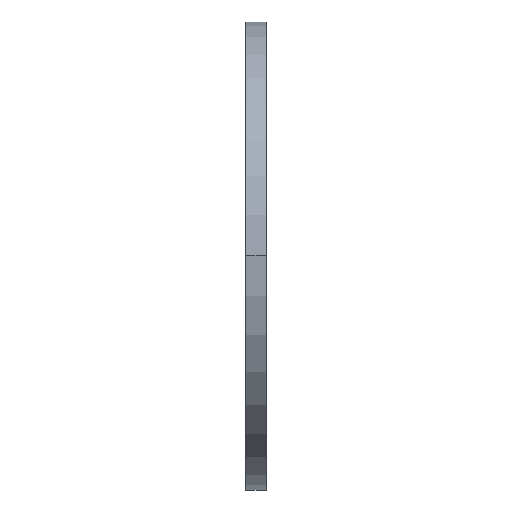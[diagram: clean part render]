
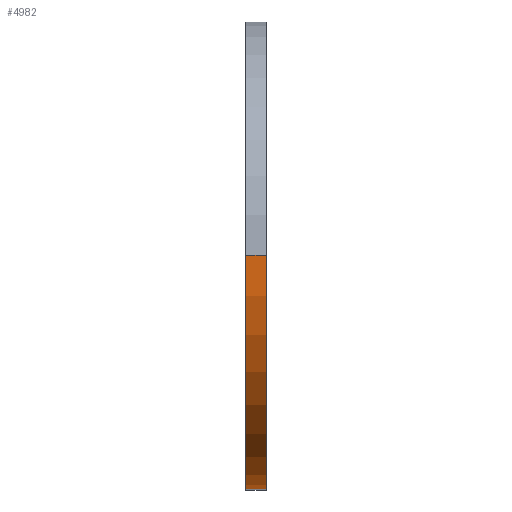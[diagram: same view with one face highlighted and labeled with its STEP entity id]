
A CAD part, top view. The second image highlights one B-rep face of the part: STEP entity #4982.
In plain terms, the highlighted cylindrical face has radius 57.5 mm (diameter 115 mm), a partial arc.
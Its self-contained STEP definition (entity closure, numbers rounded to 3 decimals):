
#36 = DIRECTION ( 'NONE',  ( -1., 0., 0. ) ) ;
#139 = EDGE_CURVE ( 'NONE', #4759, #3703, #1630, .T. ) ;
#267 = DIRECTION ( 'NONE',  ( 1., 0., 0. ) ) ;
#298 = VERTEX_POINT ( 'NONE', #2350 ) ;
#616 = VERTEX_POINT ( 'NONE', #5217 ) ;
#636 = CARTESIAN_POINT ( 'NONE',  ( 5., 0., 0. ) ) ;
#660 = VECTOR ( 'NONE', #4949, 1000. ) ;
#743 = DIRECTION ( 'NONE',  ( 0., 0., 1. ) ) ;
#787 = CARTESIAN_POINT ( 'NONE',  ( 0., 0., 0. ) ) ;
#808 = CARTESIAN_POINT ( 'NONE',  ( 5., 0., 57.5 ) ) ;
#876 = CARTESIAN_POINT ( 'NONE',  ( 5., 0., 57.5 ) ) ;
#1012 = ORIENTED_EDGE ( 'NONE', *, *, #139, .T. ) ;
#1144 = DIRECTION ( 'NONE',  ( 0., 0., 1. ) ) ;
#1214 = CYLINDRICAL_SURFACE ( 'NONE', #3430, 57.5 ) ;
#1485 = AXIS2_PLACEMENT_3D ( 'NONE', #636, #267, #3270 ) ;
#1599 = ORIENTED_EDGE ( 'NONE', *, *, #5671, .F. ) ;
#1630 = LINE ( 'NONE', #808, #660 ) ;
#2350 = CARTESIAN_POINT ( 'NONE',  ( 5., -57.5, 0. ) ) ;
#2813 = LINE ( 'NONE', #4716, #4422 ) ;
#2970 = EDGE_CURVE ( 'NONE', #298, #616, #2813, .T. ) ;
#3078 = CARTESIAN_POINT ( 'NONE',  ( 5., 0., 0. ) ) ;
#3114 = ORIENTED_EDGE ( 'NONE', *, *, #5168, .T. ) ;
#3254 = CIRCLE ( 'NONE', #4338, 57.5 ) ;
#3270 = DIRECTION ( 'NONE',  ( 0., 0., 1. ) ) ;
#3430 = AXIS2_PLACEMENT_3D ( 'NONE', #3078, #5897, #1144 ) ;
#3703 = VERTEX_POINT ( 'NONE', #5372 ) ;
#4338 = AXIS2_PLACEMENT_3D ( 'NONE', #787, #4898, #743 ) ;
#4404 = ORIENTED_EDGE ( 'NONE', *, *, #2970, .F. ) ;
#4422 = VECTOR ( 'NONE', #36, 1000. ) ;
#4470 = FACE_OUTER_BOUND ( 'NONE', #4577, .T. ) ;
#4543 = CIRCLE ( 'NONE', #1485, 57.5 ) ;
#4577 = EDGE_LOOP ( 'NONE', ( #1599, #1012, #3114, #4404 ) ) ;
#4716 = CARTESIAN_POINT ( 'NONE',  ( 5., -57.5, 0. ) ) ;
#4759 = VERTEX_POINT ( 'NONE', #876 ) ;
#4898 = DIRECTION ( 'NONE',  ( 1., 0., 0. ) ) ;
#4949 = DIRECTION ( 'NONE',  ( -1., 0., 0. ) ) ;
#4982 = ADVANCED_FACE ( 'NONE', ( #4470 ), #1214, .T. ) ;
#5168 = EDGE_CURVE ( 'NONE', #3703, #616, #3254, .T. ) ;
#5217 = CARTESIAN_POINT ( 'NONE',  ( 0., -57.5, 0. ) ) ;
#5372 = CARTESIAN_POINT ( 'NONE',  ( 0., 0., 57.5 ) ) ;
#5671 = EDGE_CURVE ( 'NONE', #4759, #298, #4543, .T. ) ;
#5897 = DIRECTION ( 'NONE',  ( -1., 0., 0. ) ) ;
